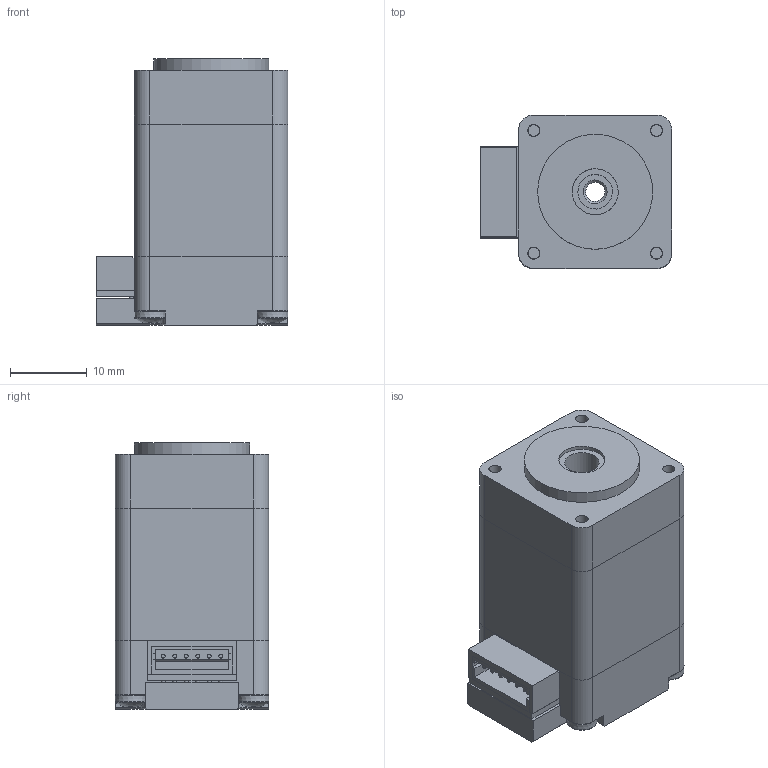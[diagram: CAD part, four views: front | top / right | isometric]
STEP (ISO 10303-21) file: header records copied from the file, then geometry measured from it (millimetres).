
FILE_DESCRIPTION((''),'2;1');
FILE_NAME('零件2.stp','2018-08-16T08:33:48',('tao.xu'),(''),'Autodesk Inventor 2013','Autodesk Inventor 2013','');
FILE_SCHEMA(('CONFIG_CONTROL_DESIGN'));
Length unit declared in the file: millimetre
Products named in the file (1): 零件2
Bounding box: 25 x 20 x 34.7 mm (x, y, z)
Volume: 13269.6 mm3; surface area: 4743.1 mm2
Topology: 1 solids, 1 shells, 269 faces, 678 edges, 434 vertices
Faces by surface type: plane 145, cone 55, cylinder 45, torus 20, sphere 4
Full cylindrical faces by diameter (mm): 0.5 x12, 0.6 x6, 1.6 x4, 2.5 x1, 4.5 x2, 6 x2, 6.5 x1, 15 x1
Entity records: 8478 total; most frequent: CARTESIAN_POINT 2156, DIRECTION 1220, ORIENTED_EDGE 1218, EDGE_CURVE 609, AXIS2_PLACEMENT_3D 469, VERTEX_POINT 413, EDGE_LOOP 354, VECTOR 282
